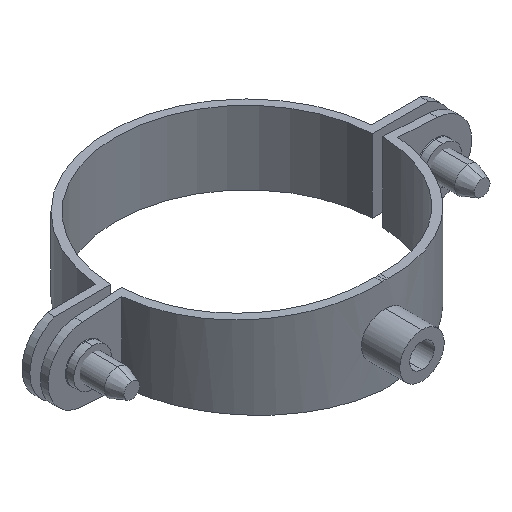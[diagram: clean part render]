
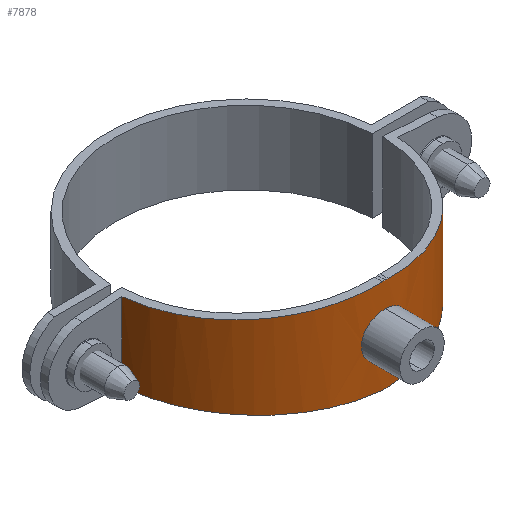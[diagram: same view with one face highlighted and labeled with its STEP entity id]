
A CAD part, isometric view. The second image highlights one B-rep face of the part: STEP entity #7878.
In plain terms, the highlighted cylindrical face has radius 26.5 mm (diameter 53 mm), a partial arc.
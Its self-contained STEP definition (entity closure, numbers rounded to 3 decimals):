
#3414=CARTESIAN_POINT('',(0.,-26.5,-4.25));
#3415=CARTESIAN_POINT('',(0.321,-26.5,-4.25));
#3416=CARTESIAN_POINT('',(0.946,-26.489,
-4.179));
#3417=CARTESIAN_POINT('',(1.854,-26.44,
-3.865));
#3418=CARTESIAN_POINT('',(2.67,-26.369,
-3.353));
#3419=CARTESIAN_POINT('',(3.353,-26.289,
-2.671));
#3420=CARTESIAN_POINT('',(3.864,-26.218,
-1.854));
#3421=CARTESIAN_POINT('',(4.179,-26.169,
-0.949));
#3422=CARTESIAN_POINT('',(4.285,-26.151,
0.));
#3423=CARTESIAN_POINT('',(4.179,-26.169,
0.949));
#3424=CARTESIAN_POINT('',(3.864,-26.218,1.854));
#3425=CARTESIAN_POINT('',(3.353,-26.289,2.671));
#3426=CARTESIAN_POINT('',(2.67,-26.369,3.353));
#3427=CARTESIAN_POINT('',(1.854,-26.44,3.865));
#3428=CARTESIAN_POINT('',(0.946,-26.489,
4.179));
#3429=CARTESIAN_POINT('',(0.321,-26.5,4.25));
#3430=CARTESIAN_POINT('',(0.,-26.5,4.25));
#3432=CARTESIAN_POINT('',(0.,-26.5,4.25));
#3433=CARTESIAN_POINT('',(-0.321,-26.5,4.25));
#3434=CARTESIAN_POINT('',(-0.946,-26.489,
4.179));
#3435=CARTESIAN_POINT('',(-1.854,-26.44,
3.864));
#3436=CARTESIAN_POINT('',(-2.67,-26.369,
3.353));
#3437=CARTESIAN_POINT('',(-3.353,-26.289,
2.671));
#3438=CARTESIAN_POINT('',(-3.864,-26.218,
1.854));
#3439=CARTESIAN_POINT('',(-4.179,-26.169,
0.949));
#3440=CARTESIAN_POINT('',(-4.285,-26.151,
0.));
#3441=CARTESIAN_POINT('',(-4.179,-26.169,
-0.949));
#3442=CARTESIAN_POINT('',(-3.864,-26.218,
-1.854));
#3443=CARTESIAN_POINT('',(-3.353,-26.289,
-2.671));
#3444=CARTESIAN_POINT('',(-2.67,-26.369,
-3.353));
#3445=CARTESIAN_POINT('',(-1.854,-26.44,
-3.864));
#3446=CARTESIAN_POINT('',(-0.946,-26.489,
-4.179));
#3447=CARTESIAN_POINT('',(-0.321,-26.5,-4.25));
#3448=CARTESIAN_POINT('',(0.,-26.5,-4.25));
#3450=CARTESIAN_POINT('',(0.537,-26.495,
8.984));
#3451=CARTESIAN_POINT('',(2.504,-26.455,8.866));
#3452=CARTESIAN_POINT('',(6.054,-25.962,8.654));
#3453=CARTESIAN_POINT('',(12.16,-23.905,8.289));
#3454=CARTESIAN_POINT('',(18.345,-19.77,7.919));
#3455=CARTESIAN_POINT('',(22.931,-13.91,7.645));
#3456=CARTESIAN_POINT('',(25.44,-7.969,7.495));
#3457=CARTESIAN_POINT('',(26.196,-4.461,7.449));
#3458=CARTESIAN_POINT('',(26.382,-2.5,7.438));
#3460=DIRECTION('',(0.,0.,-1.));
#3461=VECTOR('',#3460,14.876);
#3462=CARTESIAN_POINT('',(26.382,-2.5,7.438));
#3463=LINE('',#3462,#3461);
#3464=CARTESIAN_POINT('',(26.382,-2.5,-7.438));
#3465=CARTESIAN_POINT('',(26.196,-4.461,
-7.449));
#3466=CARTESIAN_POINT('',(25.44,-7.969,
-7.495));
#3467=CARTESIAN_POINT('',(22.931,-13.91,
-7.645));
#3468=CARTESIAN_POINT('',(18.345,-19.77,
-7.919));
#3469=CARTESIAN_POINT('',(12.16,-23.905,
-8.289));
#3470=CARTESIAN_POINT('',(6.054,-25.962,
-8.654));
#3471=CARTESIAN_POINT('',(2.504,-26.455,
-8.866));
#3472=CARTESIAN_POINT('',(0.537,-26.495,
-8.984));
#3474=CARTESIAN_POINT('',(0.537,-26.495,
-8.984));
#3475=CARTESIAN_POINT('',(0.418,-26.497,
-8.991));
#3476=CARTESIAN_POINT('',(0.179,-26.5,
-9.001));
#3477=CARTESIAN_POINT('',(-0.179,-26.5,
-9.001));
#3478=CARTESIAN_POINT('',(-0.418,-26.497,
-8.991));
#3479=CARTESIAN_POINT('',(-0.537,-26.495,
-8.984));
#3481=CARTESIAN_POINT('',(-0.537,-26.495,
-8.984));
#3482=CARTESIAN_POINT('',(-2.504,-26.455,
-8.866));
#3483=CARTESIAN_POINT('',(-6.054,-25.962,
-8.654));
#3484=CARTESIAN_POINT('',(-12.16,-23.905,
-8.289));
#3485=CARTESIAN_POINT('',(-18.345,-19.77,
-7.919));
#3486=CARTESIAN_POINT('',(-22.931,-13.91,
-7.645));
#3487=CARTESIAN_POINT('',(-25.44,-7.969,
-7.495));
#3488=CARTESIAN_POINT('',(-26.196,-4.461,
-7.449));
#3489=CARTESIAN_POINT('',(-26.382,-2.5,-7.438));
#3491=CARTESIAN_POINT('',(-26.382,-2.5,7.438));
#3492=CARTESIAN_POINT('',(-26.196,-4.461,
7.449));
#3493=CARTESIAN_POINT('',(-25.44,-7.969,
7.495));
#3494=CARTESIAN_POINT('',(-22.931,-13.91,
7.645));
#3495=CARTESIAN_POINT('',(-18.345,-19.77,
7.919));
#3496=CARTESIAN_POINT('',(-12.16,-23.905,
8.289));
#3497=CARTESIAN_POINT('',(-6.054,-25.962,
8.654));
#3498=CARTESIAN_POINT('',(-2.504,-26.455,
8.866));
#3499=CARTESIAN_POINT('',(-0.537,-26.495,
8.984));
#3703=DIRECTION('',(0.,0.,-1.));
#3704=VECTOR('',#3703,14.876);
#3705=CARTESIAN_POINT('',(-26.382,-2.5,7.438));
#3706=LINE('',#3705,#3704);
#3726=CARTESIAN_POINT('',(-0.537,-26.495,
8.984));
#3727=CARTESIAN_POINT('',(-0.478,-26.496,
8.988));
#3728=CARTESIAN_POINT('',(-0.358,-26.498,
8.993));
#3729=CARTESIAN_POINT('',(-0.179,-26.5,
8.999));
#3730=CARTESIAN_POINT('',(-0.06,-26.5,9.));
#3731=CARTESIAN_POINT('',(0.,-26.5,9.));
#3745=CARTESIAN_POINT('',(0.,-26.5,9.));
#3746=CARTESIAN_POINT('',(0.06,-26.5,9.));
#3747=CARTESIAN_POINT('',(0.179,-26.5,
8.999));
#3748=CARTESIAN_POINT('',(0.358,-26.498,
8.993));
#3749=CARTESIAN_POINT('',(0.478,-26.496,
8.988));
#3750=CARTESIAN_POINT('',(0.537,-26.495,
8.984));
#3823=CARTESIAN_POINT('',(0.,-26.5,9.));
#3825=VERTEX_POINT('',#3823);
#3826=VERTEX_POINT('',#3726);
#3828=VERTEX_POINT('',#3750);
#3867=CARTESIAN_POINT('',(-0.537,-26.495,
-8.984));
#3869=VERTEX_POINT('',#3867);
#3872=CARTESIAN_POINT('',(0.537,-26.495,
-8.984));
#3874=VERTEX_POINT('',#3872);
#4075=CARTESIAN_POINT('',(26.382,-2.5,7.438));
#4076=CARTESIAN_POINT('',(26.382,-2.5,-7.438));
#4077=VERTEX_POINT('',#4075);
#4078=VERTEX_POINT('',#4076);
#4079=CARTESIAN_POINT('',(-26.382,-2.5,7.438));
#4080=CARTESIAN_POINT('',(-26.382,-2.5,-7.438));
#4081=VERTEX_POINT('',#4079);
#4082=VERTEX_POINT('',#4080);
#4091=VERTEX_POINT('',#3432);
#4092=VERTEX_POINT('',#3448);
#7849=CARTESIAN_POINT('',(0.,0.,9.));
#7850=DIRECTION('',(0.,0.,-1.));
#7851=DIRECTION('',(-1.,0.,0.));
#7852=AXIS2_PLACEMENT_3D('',#7849,#7850,#7851);
#7853=CYLINDRICAL_SURFACE('',#7852,26.5);
#7855=ORIENTED_EDGE('',*,*,#7854,.T.);
#7857=ORIENTED_EDGE('',*,*,#7856,.T.);
#7859=ORIENTED_EDGE('',*,*,#7858,.T.);
#7861=ORIENTED_EDGE('',*,*,#7860,.T.);
#7863=ORIENTED_EDGE('',*,*,#7862,.T.);
#7865=ORIENTED_EDGE('',*,*,#7864,.F.);
#7867=ORIENTED_EDGE('',*,*,#7866,.T.);
#7869=ORIENTED_EDGE('',*,*,#7868,.T.);
#7871=ORIENTED_EDGE('',*,*,#7870,.T.);
#7872=EDGE_LOOP('',(#7855,#7857,#7859,#7861,#7863,#7865,#7867,#7869,#7871));
#7873=FACE_OUTER_BOUND('',#7872,.F.);
#7874=ORIENTED_EDGE('',*,*,#7842,.T.);
#7875=ORIENTED_EDGE('',*,*,#7828,.T.);
#7876=EDGE_LOOP('',(#7874,#7875));
#7877=FACE_BOUND('',#7876,.F.);
#7878=ADVANCED_FACE('',(#7873,#7877),#7853,.T.);
#3431=B_SPLINE_CURVE_WITH_KNOTS('',3,(#3414,#3415,#3416,#3417,#3418,#3419,#3420,
#3421,#3422,#3423,#3424,#3425,#3426,#3427,#3428,#3429,#3430),.UNSPECIFIED.,.F.,
.F.,(4,1,1,1,1,1,1,1,1,1,1,1,1,1,4),(0.,0.071,0.143,
0.214,0.286,0.357,0.429,0.5,
0.571,0.643,0.714,0.786,
0.857,0.929,1.),.UNSPECIFIED.);
#3449=B_SPLINE_CURVE_WITH_KNOTS('',3,(#3432,#3433,#3434,#3435,#3436,#3437,#3438,
#3439,#3440,#3441,#3442,#3443,#3444,#3445,#3446,#3447,#3448),.UNSPECIFIED.,.F.,
.F.,(4,1,1,1,1,1,1,1,1,1,1,1,1,1,4),(0.,0.071,0.143,
0.214,0.286,0.357,0.429,0.5,
0.571,0.643,0.714,0.786,
0.857,0.929,1.),.UNSPECIFIED.);
#3459=B_SPLINE_CURVE_WITH_KNOTS('',3,(#3450,#3451,#3452,#3453,#3454,#3455,#3456,
#3457,#3458),.UNSPECIFIED.,.F.,.F.,(4,1,1,1,1,1,4),(0.,0.125,0.25,0.5,
0.75,0.875,1.),.UNSPECIFIED.);
#3473=B_SPLINE_CURVE_WITH_KNOTS('',3,(#3464,#3465,#3466,#3467,#3468,#3469,#3470,
#3471,#3472),.UNSPECIFIED.,.F.,.F.,(4,1,1,1,1,1,4),(0.,0.125,0.25,0.5,
0.75,0.875,1.),.UNSPECIFIED.);
#3480=B_SPLINE_CURVE_WITH_KNOTS('',3,(#3474,#3475,#3476,#3477,#3478,#3479),
.UNSPECIFIED.,.F.,.F.,(4,1,1,4),(0.,0.333,0.667,1.),
.UNSPECIFIED.);
#3490=B_SPLINE_CURVE_WITH_KNOTS('',3,(#3481,#3482,#3483,#3484,#3485,#3486,#3487,
#3488,#3489),.UNSPECIFIED.,.F.,.F.,(4,1,1,1,1,1,4),(0.,0.125,0.25,0.5,
0.75,0.875,1.),.UNSPECIFIED.);
#3500=B_SPLINE_CURVE_WITH_KNOTS('',3,(#3491,#3492,#3493,#3494,#3495,#3496,#3497,
#3498,#3499),.UNSPECIFIED.,.F.,.F.,(4,1,1,1,1,1,4),(0.,0.125,0.25,0.5,
0.75,0.875,1.),.UNSPECIFIED.);
#3732=B_SPLINE_CURVE_WITH_KNOTS('',3,(#3726,#3727,#3728,#3729,#3730,#3731),
.UNSPECIFIED.,.F.,.F.,(4,1,1,4),(0.,0.333,0.667,1.),
.UNSPECIFIED.);
#3751=B_SPLINE_CURVE_WITH_KNOTS('',3,(#3745,#3746,#3747,#3748,#3749,#3750),
.UNSPECIFIED.,.F.,.F.,(4,1,1,4),(0.,0.333,0.667,1.),
.UNSPECIFIED.);
#7828=EDGE_CURVE('',#4091,#4092,#3449,.T.);
#7842=EDGE_CURVE('',#4092,#4091,#3431,.T.);
#7854=EDGE_CURVE('',#3828,#4077,#3459,.T.);
#7856=EDGE_CURVE('',#4077,#4078,#3463,.T.);
#7858=EDGE_CURVE('',#4078,#3874,#3473,.T.);
#7860=EDGE_CURVE('',#3874,#3869,#3480,.T.);
#7862=EDGE_CURVE('',#3869,#4082,#3490,.T.);
#7864=EDGE_CURVE('',#4081,#4082,#3706,.T.);
#7866=EDGE_CURVE('',#4081,#3826,#3500,.T.);
#7868=EDGE_CURVE('',#3826,#3825,#3732,.T.);
#7870=EDGE_CURVE('',#3825,#3828,#3751,.T.);
